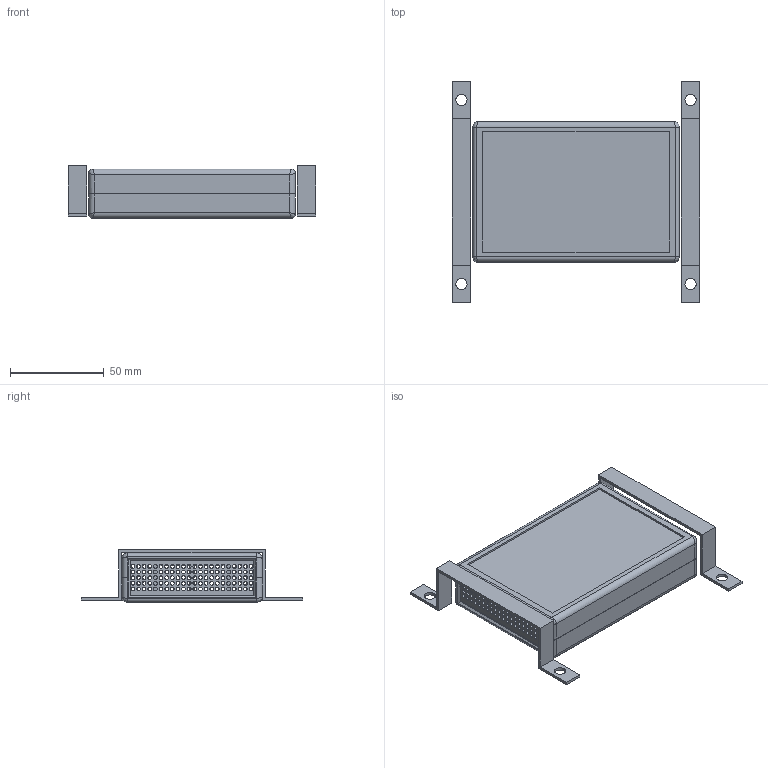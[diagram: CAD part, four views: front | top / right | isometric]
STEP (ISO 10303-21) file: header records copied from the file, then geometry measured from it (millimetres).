
FILE_DESCRIPTION(('FreeCAD Model'),'2;1');
FILE_NAME('Open CASCADE Shape Model','2023-08-29T10:33:10',(''),(''), 'Open CASCADE STEP processor 7.6','FreeCAD','Unknown');
FILE_SCHEMA(('AUTOMOTIVE_DESIGN { 1 0 10303 214 1 1 1 1 }'));
Length unit declared in the file: millimetre
Products named in the file (7): BTI_and_TVI; Body - BTI / TVI TOP; Body - BTI / TVI BOTTOM; Bracket 1 BTI / TVI; Bracket 2 BTI / TVI001; Body - BTI GRILL RIGHT; Body - BTI GRILL LEFT
Assembly tree (6 placements, depth 2):
  BTI_and_TVI
    Body - BTI / TVI TOP
    Body - BTI / TVI BOTTOM
    Bracket 1 BTI / TVI
    Bracket 2 BTI / TVI001
    Body - BTI GRILL RIGHT
    Body - BTI GRILL LEFT
Bounding box: 132 x 118 x 28 mm (x, y, z)
Volume: 60988.7 mm3; surface area: 59127.3 mm2
Topology: 6 solids, 6 shells, 331 faces, 918 edges, 596 vertices
Faces by surface type: cylinder 170, plane 153, bspline 8
Full cylindrical faces by diameter (mm): 2 x150, 6 x4
Entity records: 24952 total; most frequent: CARTESIAN_POINT 6488, DIRECTION 3342, LINE 2042, VECTOR 2042, ORIENTED_EDGE 1820, PCURVE 1820, DEFINITIONAL_REPRESENTATION 1820, EDGE_CURVE 910
